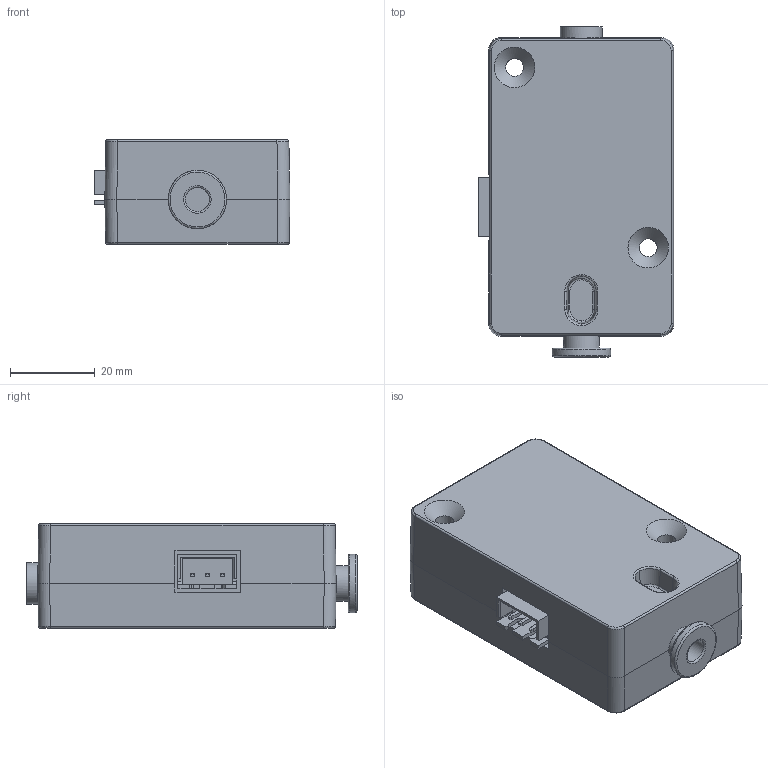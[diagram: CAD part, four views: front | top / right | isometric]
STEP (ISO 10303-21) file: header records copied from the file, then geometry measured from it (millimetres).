
FILE_DESCRIPTION(('FreeCAD Model'),'2;1');
FILE_NAME('Open CASCADE Shape Model','2025-05-02T17:47:32',('FreeCAD'),( 'FreeCAD'),'Open CASCADE STEP processor 7.6','FreeCAD','Unknown');
FILE_SCHEMA(('AUTOMOTIVE_DESIGN { 1 0 10303 214 1 1 1 1 }'));
Length unit declared in the file: millimetre
Products named in the file (1): Open CASCADE STEP translator 7.6 1
Bounding box: 46.22 x 77.93 x 24.66 mm (x, y, z)
Volume: 71855.2 mm3; surface area: 14882.5 mm2
Topology: 2 solids, 2 shells, 200 faces, 468 edges, 284 vertices
Faces by surface type: bspline 200
Entity records: 5485 total; most frequent: CARTESIAN_POINT 2683, ORIENTED_EDGE 936, EDGE_CURVE 468, B_SPLINE_CURVE_WITH_KNOTS 339, VERTEX_POINT 284, FACE_BOUND 216, EDGE_LOOP 216, ADVANCED_FACE 200
